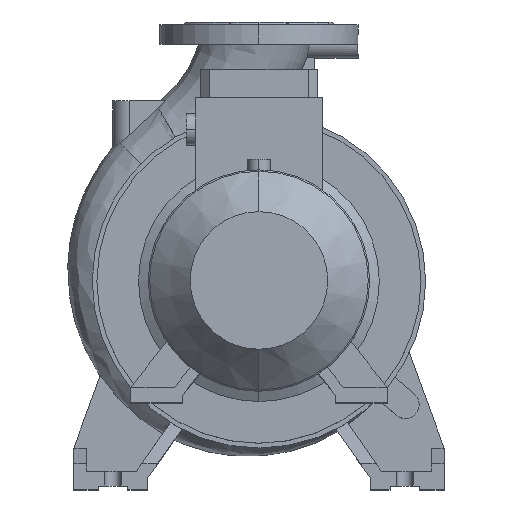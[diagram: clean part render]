
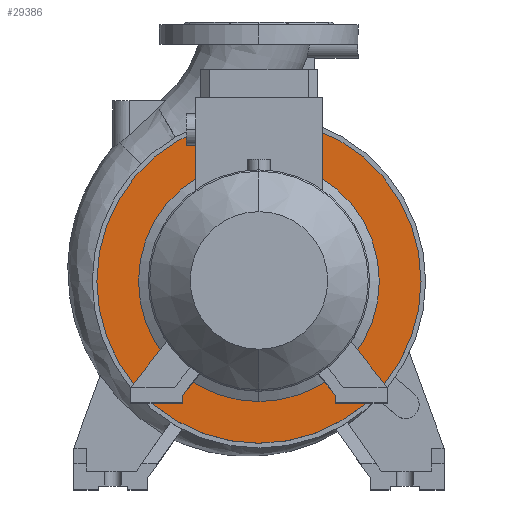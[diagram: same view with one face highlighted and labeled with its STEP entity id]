
A CAD part, top view. The second image highlights one B-rep face of the part: STEP entity #29386.
In plain terms, the highlighted planar face has unit normal (0, 0, 1).
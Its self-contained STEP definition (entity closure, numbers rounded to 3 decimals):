
#5054 = FACE_BOUND ( 'NONE', #50035, .T. ) ;
#6375 = CARTESIAN_POINT ( 'NONE',  ( 0., 0., 192. ) ) ;
#8759 = CIRCLE ( 'NONE', #22180, 175. ) ;
#11014 = DIRECTION ( 'NONE',  ( 0., 0., -1. ) ) ;
#13297 = EDGE_CURVE ( 'NONE', #62928, #51881, #112496, .T. ) ;
#13450 = CIRCLE ( 'NONE', #79321, 175. ) ;
#15344 = DIRECTION ( 'NONE',  ( 0., 1., 0. ) ) ;
#17723 = CIRCLE ( 'NONE', #46640, 130. ) ;
#21552 = DIRECTION ( 'NONE',  ( 0., 0., 1. ) ) ;
#22180 = AXIS2_PLACEMENT_3D ( 'NONE', #78759, #25237, #87764 ) ;
#22219 = ORIENTED_EDGE ( 'NONE', *, *, #76296, .F. ) ;
#23155 = CARTESIAN_POINT ( 'NONE',  ( 0., 130., 192. ) ) ;
#23188 = AXIS2_PLACEMENT_3D ( 'NONE', #57502, #21552, #75478 ) ;
#23866 = EDGE_LOOP ( 'NONE', ( #89537, #22219 ) ) ;
#25237 = DIRECTION ( 'NONE',  ( 0., 0., -1. ) ) ;
#26000 = FACE_OUTER_BOUND ( 'NONE', #23866, .T. ) ;
#26188 = AXIS2_PLACEMENT_3D ( 'NONE', #6375, #68886, #15344 ) ;
#26675 = DIRECTION ( 'NONE',  ( 0., 0., -1. ) ) ;
#28905 = EDGE_CURVE ( 'NONE', #103939, #29738, #13450, .T. ) ;
#29386 = ADVANCED_FACE ( 'NONE', ( #5054, #26000 ), #66458, .T. ) ;
#29738 = VERTEX_POINT ( 'NONE', #42216 ) ;
#34702 = CARTESIAN_POINT ( 'NONE',  ( 0., -130., 192. ) ) ;
#42216 = CARTESIAN_POINT ( 'NONE',  ( 0., -175., 192. ) ) ;
#43127 = ORIENTED_EDGE ( 'NONE', *, *, #13297, .T. ) ;
#46640 = AXIS2_PLACEMENT_3D ( 'NONE', #64541, #11014, #73548 ) ;
#50035 = EDGE_LOOP ( 'NONE', ( #101038, #43127 ) ) ;
#51881 = VERTEX_POINT ( 'NONE', #23155 ) ;
#57502 = CARTESIAN_POINT ( 'NONE',  ( 0., 175., 192. ) ) ;
#60001 = EDGE_CURVE ( 'NONE', #51881, #62928, #17723, .T. ) ;
#62928 = VERTEX_POINT ( 'NONE', #34702 ) ;
#64541 = CARTESIAN_POINT ( 'NONE',  ( 0., 0., 192. ) ) ;
#66458 = PLANE ( 'NONE',  #23188 ) ;
#68886 = DIRECTION ( 'NONE',  ( 0., 0., -1. ) ) ;
#73548 = DIRECTION ( 'NONE',  ( 0., 1., 0. ) ) ;
#75478 = DIRECTION ( 'NONE',  ( 0., -1., 0. ) ) ;
#76296 = EDGE_CURVE ( 'NONE', #29738, #103939, #8759, .T. ) ;
#78759 = CARTESIAN_POINT ( 'NONE',  ( 0., 0., 192. ) ) ;
#79321 = AXIS2_PLACEMENT_3D ( 'NONE', #80202, #26675, #89198 ) ;
#80202 = CARTESIAN_POINT ( 'NONE',  ( 0., 0., 192. ) ) ;
#87764 = DIRECTION ( 'NONE',  ( 0., 1., 0. ) ) ;
#89198 = DIRECTION ( 'NONE',  ( 0., 1., 0. ) ) ;
#89537 = ORIENTED_EDGE ( 'NONE', *, *, #28905, .F. ) ;
#101038 = ORIENTED_EDGE ( 'NONE', *, *, #60001, .T. ) ;
#103939 = VERTEX_POINT ( 'NONE', #114453 ) ;
#112496 = CIRCLE ( 'NONE', #26188, 130. ) ;
#114453 = CARTESIAN_POINT ( 'NONE',  ( 0., 175., 192. ) ) ;
